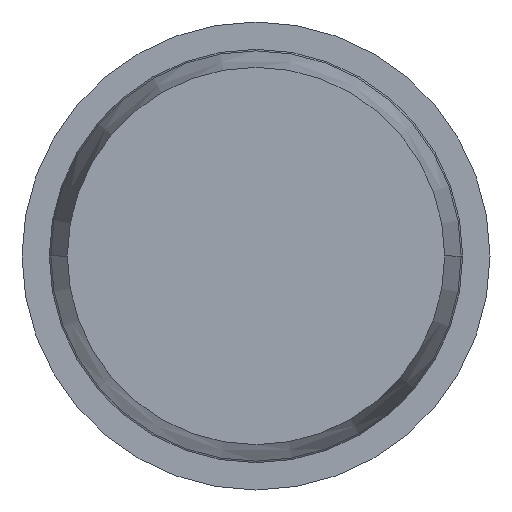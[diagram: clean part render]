
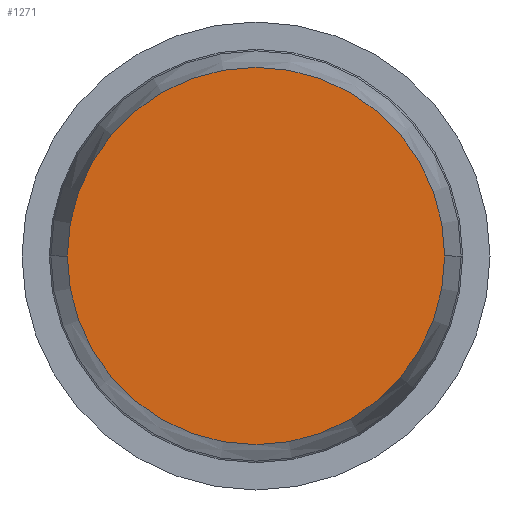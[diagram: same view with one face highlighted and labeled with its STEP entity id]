
A CAD part, front view. The second image highlights one B-rep face of the part: STEP entity #1271.
In plain terms, the highlighted planar face has unit normal (0, -1, 0).
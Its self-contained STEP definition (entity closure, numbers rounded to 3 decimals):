
#95 = VERTEX_POINT ( 'NONE', #1172 ) ;
#358 = ORIENTED_EDGE ( 'NONE', *, *, #1918, .T. ) ;
#633 = DIRECTION ( 'NONE',  ( 0., -1., 0. ) ) ;
#680 = DIRECTION ( 'NONE',  ( 1., 0., 0. ) ) ;
#692 = AXIS2_PLACEMENT_3D ( 'NONE', #1127, #633, #1690 ) ;
#695 = PLANE ( 'NONE',  #1488 ) ;
#794 = DIRECTION ( 'NONE',  ( 1., 0., 0. ) ) ;
#986 = DIRECTION ( 'NONE',  ( 0., -1., 0. ) ) ;
#1127 = CARTESIAN_POINT ( 'NONE',  ( 0., -19., 0. ) ) ;
#1172 = CARTESIAN_POINT ( 'NONE',  ( -1.209, -19., 0. ) ) ;
#1177 = CARTESIAN_POINT ( 'NONE',  ( 1.209, -19., 0. ) ) ;
#1271 = ADVANCED_FACE ( 'Defeature ausgef�hrt1_0', ( #1720 ), #695, .T. ) ;
#1294 = CIRCLE ( 'NONE', #1684, 1.209 ) ;
#1337 = ORIENTED_EDGE ( 'NONE', *, *, #2146, .T. ) ;
#1358 = CARTESIAN_POINT ( 'NONE',  ( 0., -19., 0. ) ) ;
#1488 = AXIS2_PLACEMENT_3D ( 'NONE', #2481, #986, #680 ) ;
#1684 = AXIS2_PLACEMENT_3D ( 'NONE', #1358, #3142, #794 ) ;
#1690 = DIRECTION ( 'NONE',  ( 1., 0., 0. ) ) ;
#1720 = FACE_OUTER_BOUND ( 'NONE', #2551, .T. ) ;
#1918 = EDGE_CURVE ( 'Defeature ausgef�hrt1_0+Defeature ausgef�hrt1_10+Defeature ausgef�hrt1_10+Defeature ausgef�hrt1_10', #95, #1987, #3294, .T. ) ;
#1987 = VERTEX_POINT ( 'NONE', #1177 ) ;
#2146 = EDGE_CURVE ( 'Defeature ausgef�hrt1_0+Defeature ausgef�hrt1_10+Defeature ausgef�hrt1_10+Defeature ausgef�hrt1_10', #1987, #95, #1294, .T. ) ;
#2481 = CARTESIAN_POINT ( 'NONE',  ( 0., -19., 0. ) ) ;
#2551 = EDGE_LOOP ( 'NONE', ( #358, #1337 ) ) ;
#3142 = DIRECTION ( 'NONE',  ( 0., -1., 0. ) ) ;
#3294 = CIRCLE ( 'NONE', #692, 1.209 ) ;
